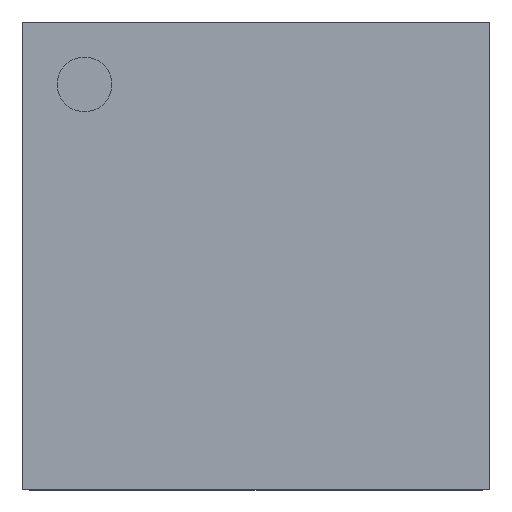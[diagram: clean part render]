
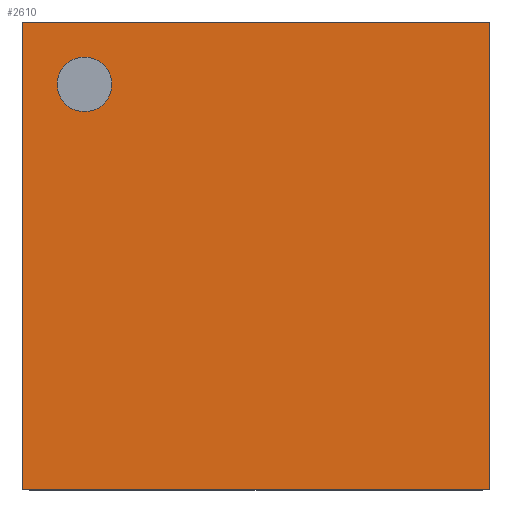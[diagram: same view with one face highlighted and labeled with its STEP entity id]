
A CAD part, top view. The second image highlights one B-rep face of the part: STEP entity #2610.
In plain terms, the highlighted face is planar.
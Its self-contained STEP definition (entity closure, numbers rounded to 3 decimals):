
#123=FACE_OUTER_BOUND('',#273,.T.);
#273=EDGE_LOOP('',(#1902,#1903,#1904,#1905));
#525=LINE('',#3876,#860);
#527=LINE('',#3880,#862);
#547=LINE('',#3919,#882);
#548=LINE('',#3921,#883);
#860=VECTOR('',#3116,3.);
#862=VECTOR('',#3120,3.);
#882=VECTOR('',#3152,3.);
#883=VECTOR('',#3155,3.);
#1178=VERTEX_POINT('',#3873);
#1179=VERTEX_POINT('',#3875);
#1180=VERTEX_POINT('',#3879);
#1193=VERTEX_POINT('',#3917);
#1449=EDGE_CURVE('',#1179,#1178,#525,.T.);
#1451=EDGE_CURVE('',#1180,#1179,#527,.T.);
#1471=EDGE_CURVE('',#1178,#1193,#547,.T.);
#1472=EDGE_CURVE('',#1193,#1180,#548,.T.);
#1902=ORIENTED_EDGE('',*,*,#1449,.T.);
#1903=ORIENTED_EDGE('',*,*,#1471,.T.);
#1904=ORIENTED_EDGE('',*,*,#1472,.T.);
#1905=ORIENTED_EDGE('',*,*,#1451,.T.);
#2479=PLANE('',#2802);
#2610=ADVANCED_FACE('',(#123),#2479,.T.);
#2802=AXIS2_PLACEMENT_3D('',#3920,#3153,#3154);
#3116=DIRECTION('',(0.,0.,1.));
#3120=DIRECTION('',(-1.,0.,0.));
#3152=DIRECTION('',(1.,0.,0.));
#3153=DIRECTION('center_axis',(0.,1.,0.));
#3154=DIRECTION('ref_axis',(1.,0.,0.));
#3155=DIRECTION('',(0.,0.,-1.));
#3873=CARTESIAN_POINT('',(-1.5,0.75,1.5));
#3875=CARTESIAN_POINT('',(-1.5,0.75,-1.5));
#3876=CARTESIAN_POINT('',(-1.5,0.75,-1.5));
#3879=CARTESIAN_POINT('',(1.5,0.75,-1.5));
#3880=CARTESIAN_POINT('',(1.5,0.75,-1.5));
#3917=CARTESIAN_POINT('',(1.5,0.75,1.5));
#3919=CARTESIAN_POINT('',(-1.5,0.75,1.5));
#3920=CARTESIAN_POINT('Origin',(0.,0.75,0.));
#3921=CARTESIAN_POINT('',(1.5,0.75,1.5));
